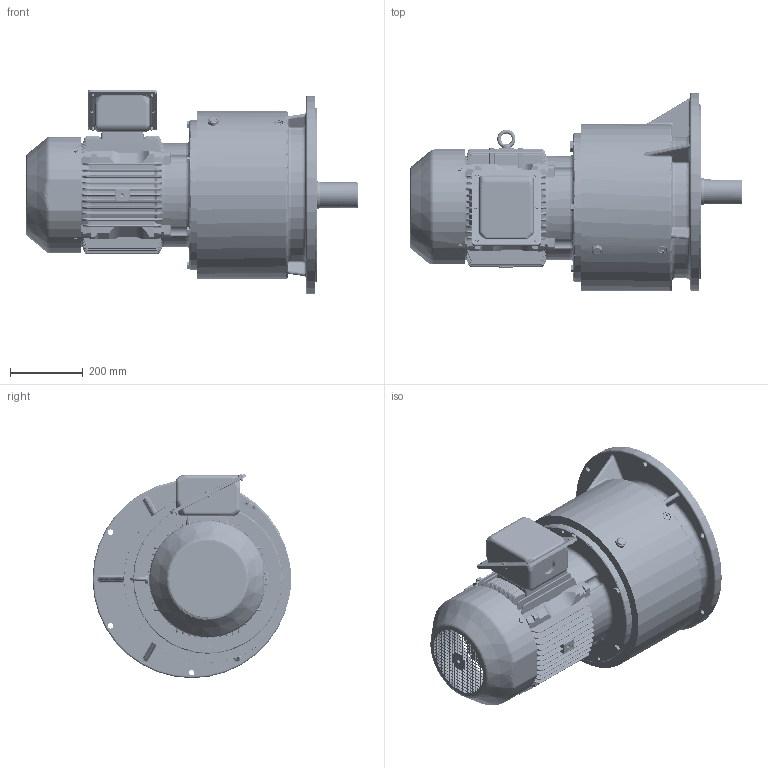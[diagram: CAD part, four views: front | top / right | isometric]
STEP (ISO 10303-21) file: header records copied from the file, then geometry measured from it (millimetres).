
FILE_DESCRIPTION (( 'STEP AP214' ), '1' );
FILE_NAME ('EK2DO07190H001_F_11KW_R30.stp', '2022-06-27T03:01:09', ( 'Windows 餌辨濠' ), ( '' ), 'SwSTEP 2.0', 'SolidWorks 2021', '' );
FILE_SCHEMA (( 'AUTOMOTIVE_DESIGN' ));
Length unit declared in the file: millimetre
Products named in the file (1): EK2DO07190H001_F_11KW_R30
Bounding box: 912.2 x 546.5 x 561.64 mm (x, y, z)
Volume: 76212225.4 mm3; surface area: 3243778.2 mm2
Topology: 41 solids, 41 shells, 6113 faces, 16134 edges, 10154 vertices
Faces by surface type: cylinder 2372, plane 2012, bspline 1098, cone 316, torus 277, sphere 38
Full cylindrical faces by diameter (mm): 1.5 x1, 2.6 x4, 3 x1, 4 x2, 5 x6, 6 x10, 6.647 x24, 7 x12, 8 x26, 8.376 x12, 9 x11, 9.4 x1, 10 x4, 10.106 x16, 11 x4, 11.6 x10, 12 x21, 14 x6, 15 x6, 16 x1, 16.6 x6, 18 x1, 20.376 x2, 22 x1, 24.117 x2, 25 x1, 26 x1, 27 x1, 28 x1, 32 x2
Entity records: 230159 total; most frequent: CARTESIAN_POINT 86724, ORIENTED_EDGE 31202, DIRECTION 27930, EDGE_CURVE 15601, AXIS2_PLACEMENT_3D 10367, VERTEX_POINT 9973, LINE 7196, VECTOR 7196
